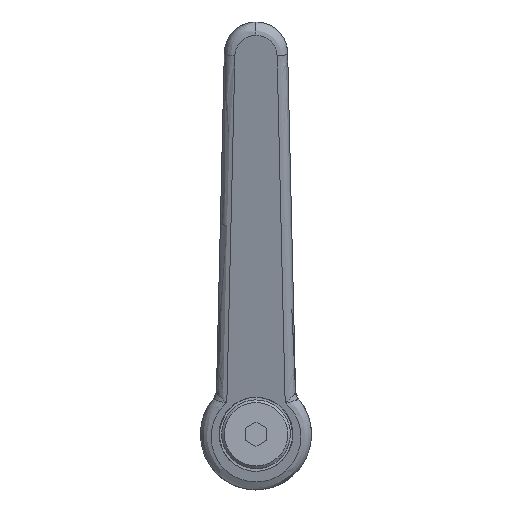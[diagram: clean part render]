
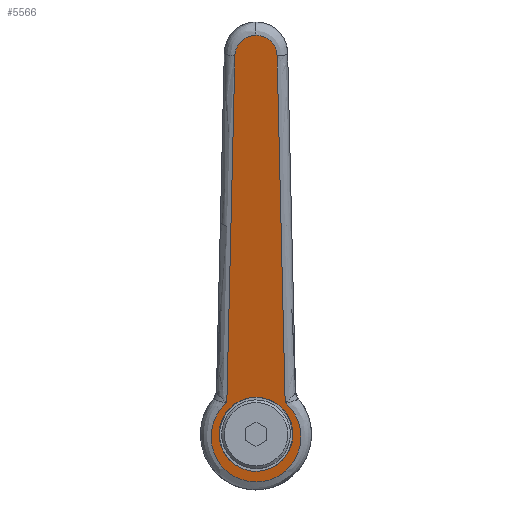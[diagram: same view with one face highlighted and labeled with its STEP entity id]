
A CAD part, top view. The second image highlights one B-rep face of the part: STEP entity #5566.
In plain terms, the highlighted free-form (B-spline) face has degree [1, 1] with [2, 2] control points.
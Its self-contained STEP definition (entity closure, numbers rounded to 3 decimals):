
#2042=CARTESIAN_POINT('',(5.161,4.729,27.862));
#2043=VERTEX_POINT('',#2042);
#2049=CARTESIAN_POINT('',(-7.0,0.0,24.564));
#2050=VERTEX_POINT('',#2049);
#2051=CARTESIAN_POINT('',(5.161,4.729,27.862));
#2052=CARTESIAN_POINT('',(3.08,7.,27.297));
#2053=CARTESIAN_POINT('',(0.,7.0,26.462));
#2054=CARTESIAN_POINT('',(-7.,7.,24.564));
#2055=CARTESIAN_POINT('',(-7.0,0.0,24.564));
#2063=(BOUNDED_CURVE()B_SPLINE_CURVE(2,(#2051,#2052,#2053,#2054,#2055),.UNSPECIFIED.,.F.,.U.)B_SPLINE_CURVE_WITH_KNOTS((3,2,3),(0.618,0.75,1.0),.UNSPECIFIED.)CURVE()GEOMETRIC_REPRESENTATION_ITEM()RATIONAL_B_SPLINE_CURVE((0.854,0.846,1.0,0.707,1.0))REPRESENTATION_ITEM(''));
#2064=EDGE_CURVE('',#2043,#2050,#2063,.T.);
#2066=CARTESIAN_POINT('',(5.017,-4.882,27.822));
#2067=VERTEX_POINT('',#2066);
#2068=CARTESIAN_POINT('',(-7.0,0.0,24.564));
#2069=CARTESIAN_POINT('',(-7.,-7.,24.564));
#2070=CARTESIAN_POINT('',(0.,-7.0,26.462));
#2071=CARTESIAN_POINT('',(2.955,-7.0,27.264));
#2072=CARTESIAN_POINT('',(5.017,-4.882,27.822));
#2080=(BOUNDED_CURVE()B_SPLINE_CURVE(2,(#2068,#2069,#2070,#2071,#2072),.UNSPECIFIED.,.F.,.U.)B_SPLINE_CURVE_WITH_KNOTS((3,2,3),(0.0,0.25,0.377),.UNSPECIFIED.)CURVE()GEOMETRIC_REPRESENTATION_ITEM()RATIONAL_B_SPLINE_CURVE((1.0,0.707,1.0,0.851,0.854))REPRESENTATION_ITEM(''));
#2081=EDGE_CURVE('',#2050,#2067,#2080,.T.);
#2118=CARTESIAN_POINT('',(7.0,0.,28.36));
#2119=VERTEX_POINT('',#2118);
#2120=CARTESIAN_POINT('',(5.017,-4.882,27.822));
#2121=CARTESIAN_POINT('',(7.0,-2.844,28.36));
#2122=CARTESIAN_POINT('',(7.0,0.,28.36));
#2130=(BOUNDED_CURVE()B_SPLINE_CURVE(2,(#2120,#2121,#2122),.UNSPECIFIED.,.F.,.U.)B_SPLINE_CURVE_WITH_KNOTS((3,3),(0.377,0.5),.UNSPECIFIED.)CURVE()GEOMETRIC_REPRESENTATION_ITEM()RATIONAL_B_SPLINE_CURVE((0.854,0.856,1.0))REPRESENTATION_ITEM(''));
#2131=EDGE_CURVE('',#2067,#2119,#2130,.T.);
#2133=CARTESIAN_POINT('',(7.0,0.,28.36));
#2134=CARTESIAN_POINT('',(7.,2.722,28.36));
#2135=CARTESIAN_POINT('',(5.161,4.729,27.862));
#2143=(BOUNDED_CURVE()B_SPLINE_CURVE(2,(#2133,#2134,#2135),.UNSPECIFIED.,.F.,.U.)B_SPLINE_CURVE_WITH_KNOTS((3,3),(0.5,0.618),.UNSPECIFIED.)CURVE()GEOMETRIC_REPRESENTATION_ITEM()RATIONAL_B_SPLINE_CURVE((1.0,0.861,0.854))REPRESENTATION_ITEM(''));
#2144=EDGE_CURVE('',#2119,#2043,#2143,.T.);
#4589=CARTESIAN_POINT('',(5.94,-5.52,28.073));
#4590=VERTEX_POINT('',#4589);
#4838=CARTESIAN_POINT('',(5.94,5.52,28.073));
#4839=VERTEX_POINT('',#4838);
#5209=CARTESIAN_POINT('',(5.94,5.52,28.073));
#5210=CARTESIAN_POINT('',(2.093,10.025,27.03));
#5211=CARTESIAN_POINT('',(-3.465,7.975,25.522));
#5212=CARTESIAN_POINT('',(-9.023,5.924,24.015));
#5213=CARTESIAN_POINT('',(-9.023,0.,24.015));
#5214=CARTESIAN_POINT('',(-9.023,-5.924,24.015));
#5215=CARTESIAN_POINT('',(-3.465,-7.975,25.522));
#5216=CARTESIAN_POINT('',(2.093,-10.025,27.03));
#5217=CARTESIAN_POINT('',(5.94,-5.52,28.073));
#5225=(BOUNDED_CURVE()B_SPLINE_CURVE(2,(#5209,#5210,#5211,#5212,#5213,#5214,#5215,#5216,#5217),.UNSPECIFIED.,.F.,.U.)B_SPLINE_CURVE_WITH_KNOTS((3,2,2,2,3),(0.0,0.25,0.5,0.75,1.0),.UNSPECIFIED.)CURVE()GEOMETRIC_REPRESENTATION_ITEM()RATIONAL_B_SPLINE_CURVE((1.0,0.82,1.0,0.82,1.0,0.82,1.0,0.82,1.0))REPRESENTATION_ITEM(''));
#5226=EDGE_CURVE('',#4839,#4590,#5225,.T.);
#5255=CARTESIAN_POINT('',(71.569,3.999,45.871));
#5256=VERTEX_POINT('',#5255);
#5257=CARTESIAN_POINT('',(71.569,3.999,45.871));
#5258=CARTESIAN_POINT('',(5.94,5.52,28.073));
#5259=QUASI_UNIFORM_CURVE('',1,(#5257,#5258),.UNSPECIFIED.,.F.,.U.);
#5260=EDGE_CURVE('',#5256,#4839,#5259,.T.);
#5291=CARTESIAN_POINT('',(71.569,-3.999,45.871));
#5292=VERTEX_POINT('',#5291);
#5293=CARTESIAN_POINT('',(5.94,-5.52,28.073));
#5294=CARTESIAN_POINT('',(71.569,-3.999,45.871));
#5295=QUASI_UNIFORM_CURVE('',1,(#5293,#5294),.UNSPECIFIED.,.F.,.U.);
#5296=EDGE_CURVE('',#4590,#5292,#5295,.T.);
#5398=CARTESIAN_POINT('',(75.477,0.0,46.93));
#5399=VERTEX_POINT('',#5398);
#5429=CARTESIAN_POINT('',(75.477,0.0,46.93));
#5430=CARTESIAN_POINT('',(75.477,3.908,46.93));
#5431=CARTESIAN_POINT('',(71.569,3.999,45.871));
#5439=(BOUNDED_CURVE()B_SPLINE_CURVE(2,(#5429,#5430,#5431),.UNSPECIFIED.,.F.,.U.)CURVE()GEOMETRIC_REPRESENTATION_ITEM()QUASI_UNIFORM_CURVE()RATIONAL_B_SPLINE_CURVE((1.0,0.715,1.0))REPRESENTATION_ITEM(''));
#5440=EDGE_CURVE('',#5399,#5256,#5439,.T.);
#5484=CARTESIAN_POINT('',(71.569,-3.999,45.871));
#5485=CARTESIAN_POINT('',(75.477,-3.908,46.93));
#5486=CARTESIAN_POINT('',(75.477,0.0,46.93));
#5494=(BOUNDED_CURVE()B_SPLINE_CURVE(2,(#5484,#5485,#5486),.UNSPECIFIED.,.F.,.U.)CURVE()GEOMETRIC_REPRESENTATION_ITEM()QUASI_UNIFORM_CURVE()RATIONAL_B_SPLINE_CURVE((1.0,0.715,1.0))REPRESENTATION_ITEM(''));
#5495=EDGE_CURVE('',#5292,#5399,#5494,.T.);
#5548=CARTESIAN_POINT('',(79.697,-9.334,48.075));
#5549=CARTESIAN_POINT('',(-13.244,-9.334,22.87));
#5550=CARTESIAN_POINT('',(79.697,9.334,48.075));
#5551=CARTESIAN_POINT('',(-13.244,9.334,22.87));
#5552=B_SPLINE_SURFACE_WITH_KNOTS('',1,1,((#5548,#5550),(#5549,#5551)),.UNSPECIFIED.,.F.,.F.,.U.,(2,2),(2,2),(0.0,96.298),(0.0,18.668),.UNSPECIFIED.);
#5553=ORIENTED_EDGE('',*,*,#5260,.T.);
#5554=ORIENTED_EDGE('',*,*,#5226,.T.);
#5555=ORIENTED_EDGE('',*,*,#5296,.T.);
#5556=ORIENTED_EDGE('',*,*,#5495,.T.);
#5557=ORIENTED_EDGE('',*,*,#5440,.T.);
#5558=EDGE_LOOP('',(#5553,#5554,#5555,#5556,#5557));
#5559=FACE_OUTER_BOUND('',#5558,.T.);
#5560=ORIENTED_EDGE('',*,*,#2144,.F.);
#5561=ORIENTED_EDGE('',*,*,#2131,.F.);
#5562=ORIENTED_EDGE('',*,*,#2081,.F.);
#5563=ORIENTED_EDGE('',*,*,#2064,.F.);
#5564=EDGE_LOOP('',(#5560,#5561,#5562,#5563));
#5565=FACE_BOUND('',#5564,.T.);
#5566=ADVANCED_FACE('',(#5559,#5565),#5552,.F.);
